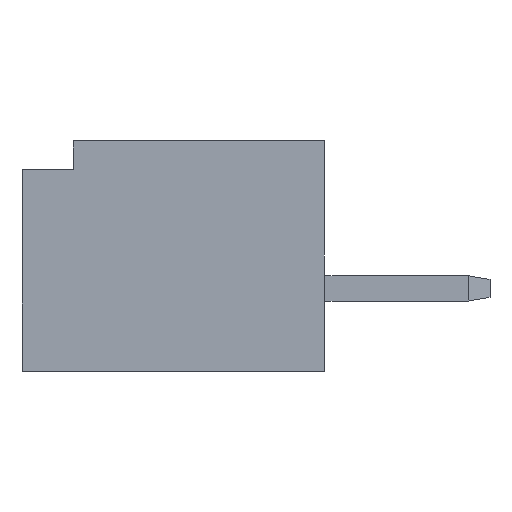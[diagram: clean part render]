
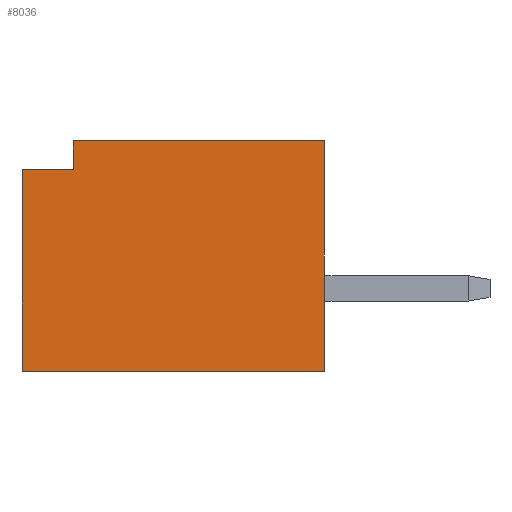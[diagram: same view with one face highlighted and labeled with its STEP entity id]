
A CAD part, left-side view. The second image highlights one B-rep face of the part: STEP entity #8036.
In plain terms, the highlighted planar face has unit normal (-1, 0, 0).
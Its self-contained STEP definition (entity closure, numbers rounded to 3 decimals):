
#448 = ORIENTED_EDGE ( 'NONE', *, *, #4403, .F. ) ;
#559 = VERTEX_POINT ( 'NONE', #1783 ) ;
#589 = LINE ( 'NONE', #3723, #4352 ) ;
#1164 = VERTEX_POINT ( 'NONE', #4904 ) ;
#1366 = DIRECTION ( 'NONE',  ( 0., 0., 1. ) ) ;
#1405 = ORIENTED_EDGE ( 'NONE', *, *, #5363, .F. ) ;
#1573 = DIRECTION ( 'NONE',  ( 0., 0., -1. ) ) ;
#1607 = ORIENTED_EDGE ( 'NONE', *, *, #4322, .F. ) ;
#1713 = LINE ( 'NONE', #1833, #8105 ) ;
#1783 = CARTESIAN_POINT ( 'NONE',  ( -5.875, 4.2, -1.15 ) ) ;
#1833 = CARTESIAN_POINT ( 'NONE',  ( -5.875, 3.489, 1.65 ) ) ;
#1916 = CARTESIAN_POINT ( 'NONE',  ( -5.875, 0., 2.05 ) ) ;
#1958 = VECTOR ( 'NONE', #6379, 1000. ) ;
#2079 = DIRECTION ( 'NONE',  ( 0., -1., 0. ) ) ;
#2246 = VERTEX_POINT ( 'NONE', #8203 ) ;
#2601 = VERTEX_POINT ( 'NONE', #5891 ) ;
#2771 = EDGE_CURVE ( 'NONE', #2246, #8044, #589, .T. ) ;
#2824 = VECTOR ( 'NONE', #2079, 1000. ) ;
#3023 = CARTESIAN_POINT ( 'NONE',  ( -5.875, 3.489, 2.05 ) ) ;
#3100 = DIRECTION ( 'NONE',  ( 0., 0., 1. ) ) ;
#3111 = EDGE_CURVE ( 'NONE', #2601, #559, #8147, .T. ) ;
#3196 = VECTOR ( 'NONE', #1366, 1000. ) ;
#3218 = ORIENTED_EDGE ( 'NONE', *, *, #4068, .F. ) ;
#3723 = CARTESIAN_POINT ( 'NONE',  ( -5.875, 3.489, -10.172 ) ) ;
#3949 = CARTESIAN_POINT ( 'NONE',  ( -5.875, 4.2, 2.05 ) ) ;
#3967 = AXIS2_PLACEMENT_3D ( 'NONE', #6865, #6199, #1573 ) ;
#4068 = EDGE_CURVE ( 'NONE', #8044, #1164, #4597, .T. ) ;
#4238 = ORIENTED_EDGE ( 'NONE', *, *, #2771, .F. ) ;
#4322 = EDGE_CURVE ( 'NONE', #7783, #2246, #1713, .T. ) ;
#4352 = VECTOR ( 'NONE', #3100, 1000. ) ;
#4403 = EDGE_CURVE ( 'NONE', #1164, #2601, #4457, .T. ) ;
#4457 = LINE ( 'NONE', #1916, #1958 ) ;
#4597 = LINE ( 'NONE', #5139, #2824 ) ;
#4709 = LINE ( 'NONE', #3949, #3196 ) ;
#4904 = CARTESIAN_POINT ( 'NONE',  ( -5.875, 0., 2.05 ) ) ;
#4987 = FACE_OUTER_BOUND ( 'NONE', #7763, .T. ) ;
#5139 = CARTESIAN_POINT ( 'NONE',  ( -5.875, 4.2, 2.05 ) ) ;
#5363 = EDGE_CURVE ( 'NONE', #559, #7783, #4709, .T. ) ;
#5891 = CARTESIAN_POINT ( 'NONE',  ( -5.875, 0., -1.15 ) ) ;
#6199 = DIRECTION ( 'NONE',  ( 1., 0., 0. ) ) ;
#6379 = DIRECTION ( 'NONE',  ( 0., 0., -1. ) ) ;
#6535 = CARTESIAN_POINT ( 'NONE',  ( -5.875, 4.2, 1.65 ) ) ;
#6804 = DIRECTION ( 'NONE',  ( 0., 1., 0. ) ) ;
#6806 = DIRECTION ( 'NONE',  ( 0., -1., 0. ) ) ;
#6827 = VECTOR ( 'NONE', #6804, 1000. ) ;
#6865 = CARTESIAN_POINT ( 'NONE',  ( -5.875, 0., 0. ) ) ;
#7077 = ORIENTED_EDGE ( 'NONE', *, *, #3111, .F. ) ;
#7538 = PLANE ( 'NONE',  #3967 ) ;
#7763 = EDGE_LOOP ( 'NONE', ( #3218, #4238, #1607, #1405, #7077, #448 ) ) ;
#7783 = VERTEX_POINT ( 'NONE', #6535 ) ;
#8036 = ADVANCED_FACE ( 'NONE', ( #4987 ), #7538, .F. ) ;
#8044 = VERTEX_POINT ( 'NONE', #3023 ) ;
#8105 = VECTOR ( 'NONE', #6806, 1000. ) ;
#8147 = LINE ( 'NONE', #8219, #6827 ) ;
#8203 = CARTESIAN_POINT ( 'NONE',  ( -5.875, 3.489, 1.65 ) ) ;
#8219 = CARTESIAN_POINT ( 'NONE',  ( -5.875, 4.2, -1.15 ) ) ;
